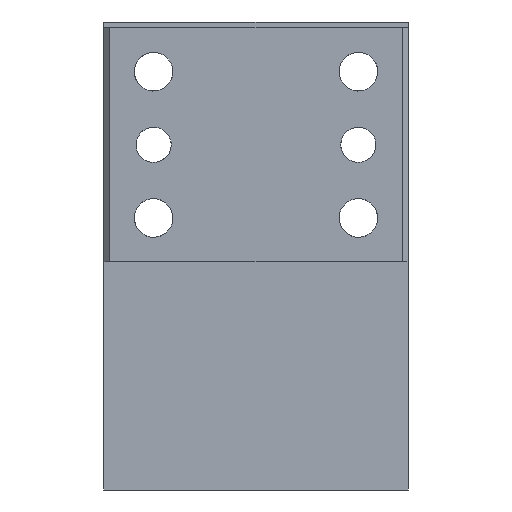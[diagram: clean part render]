
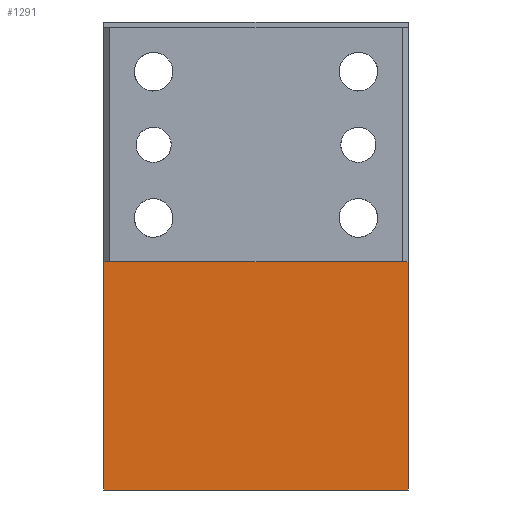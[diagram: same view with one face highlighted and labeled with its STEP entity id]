
A CAD part, front view. The second image highlights one B-rep face of the part: STEP entity #1291.
In plain terms, the highlighted planar face has unit normal (0, -1, 0).
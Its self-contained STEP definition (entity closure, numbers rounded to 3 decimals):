
#150=CARTESIAN_POINT('Vertex',(-26.,-62.,0.)) ;
#153=CARTESIAN_POINT('Line Origine',(-26.,-62.,19.5)) ;
#157=CARTESIAN_POINT('Vertex',(-26.,-62.,39.)) ;
#225=CARTESIAN_POINT('Vertex',(26.,-62.,39.)) ;
#228=CARTESIAN_POINT('Line Origine',(26.,-62.,19.5)) ;
#232=CARTESIAN_POINT('Vertex',(26.,-62.,0.)) ;
#859=CARTESIAN_POINT('Line Origine',(0.,-62.,0.)) ;
#1275=CARTESIAN_POINT('Axis2P3D Location',(0.,-62.,0.)) ;
#1280=CARTESIAN_POINT('Line Origine',(0.,-62.,39.)) ;
#155=VECTOR('Line Direction',#154,1.) ;
#230=VECTOR('Line Direction',#229,1.) ;
#861=VECTOR('Line Direction',#860,1.) ;
#1282=VECTOR('Line Direction',#1281,1.) ;
#154=DIRECTION('Vector Direction',(0.,0.,1.)) ;
#229=DIRECTION('Vector Direction',(0.,0.,1.)) ;
#860=DIRECTION('Vector Direction',(-1.,0.,0.)) ;
#1276=DIRECTION('Axis2P3D Direction',(0.,-1.,0.)) ;
#1277=DIRECTION('Axis2P3D XDirection',(0.,0.,1.)) ;
#1281=DIRECTION('Vector Direction',(-1.,0.,0.)) ;
#1278=AXIS2_PLACEMENT_3D('Plane Axis2P3D',#1275,#1276,#1277) ;
#156=LINE('Line',#153,#155) ;
#231=LINE('Line',#228,#230) ;
#862=LINE('Line',#859,#861) ;
#1283=LINE('Line',#1280,#1282) ;
#1279=PLANE('',#1278) ;
#159=EDGE_CURVE('',#151,#158,#156,.T.) ;
#234=EDGE_CURVE('',#233,#226,#231,.T.) ;
#863=EDGE_CURVE('',#233,#151,#862,.T.) ;
#1284=EDGE_CURVE('',#226,#158,#1283,.T.) ;
#1286=ORIENTED_EDGE('',*,*,#234,.T.) ;
#1287=ORIENTED_EDGE('',*,*,#1284,.T.) ;
#1288=ORIENTED_EDGE('',*,*,#159,.F.) ;
#1289=ORIENTED_EDGE('',*,*,#863,.F.) ;
#1285=EDGE_LOOP('',(#1286,#1287,#1288,#1289)) ;
#151=VERTEX_POINT('',#150) ;
#158=VERTEX_POINT('',#157) ;
#226=VERTEX_POINT('',#225) ;
#233=VERTEX_POINT('',#232) ;
#1291=ADVANCED_FACE('PartBody',(#1290),#1279,.T.) ;
#1290=FACE_OUTER_BOUND('',#1285,.T.) ;
